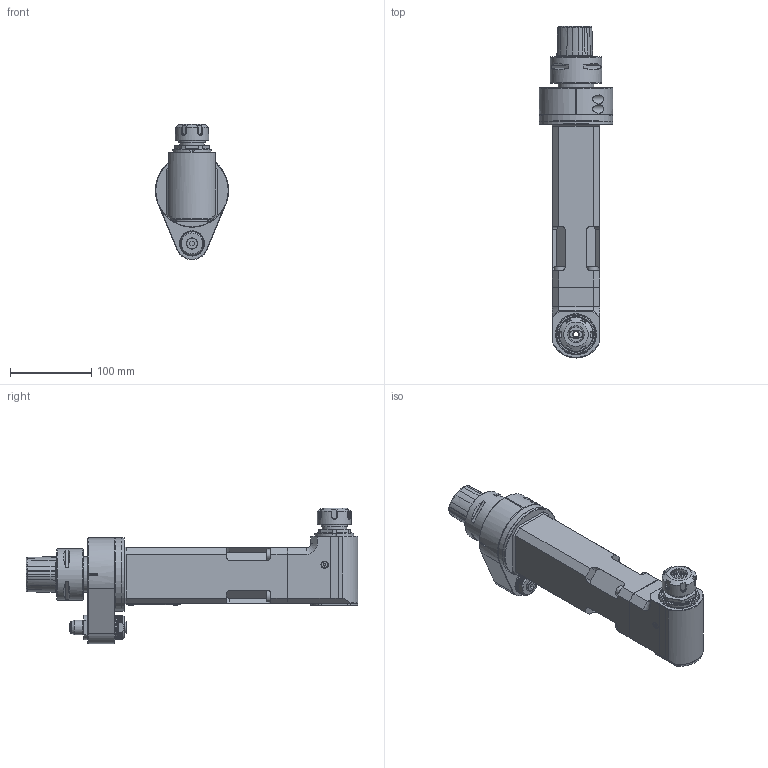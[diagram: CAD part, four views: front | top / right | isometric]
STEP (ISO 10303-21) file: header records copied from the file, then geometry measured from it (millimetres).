
FILE_DESCRIPTION(/* description */ (''),/* implementation_level */ '2;1');
FILE_NAME(/* name */ '9.G90.16L00-270-12C6.stp',/* time_stamp */ '2024-08-07T09:48:48-04:00',/* author */ ('jkrenzer'),/* organization */ (''),/* preprocessor_version */ 'ST-DEVELOPER v18.1',/* originating_system */ 'Autodesk Inventor 2022',/* authorisation */ '');
FILE_SCHEMA (('AUTOMOTIVE_DESIGN { 1 0 10303 214 3 1 1 }'));
Length unit declared in the file: millimetre
Products named in the file (3): 9.G90.16L00-270-12C6; G90-16L-270; 9_GA1_666_1  (Classic, Type 1, Capto C6, 65mm)
Assembly tree (2 placements, depth 2):
  9.G90.16L00-270-12C6
    G90-16L-270
    9_GA1_666_1  (Classic, Type 1, Capto C6, 65mm)
Bounding box: 90 x 408 x 166.5 mm (x, y, z)
Volume: 1140522.5 mm3; surface area: 254918.2 mm2
Topology: 22 solids, 24 shells, 1512 faces, 3871 edges, 2499 vertices
Faces by surface type: plane 740, cylinder 260, bspline 247, cone 225, torus 24, sphere 16
Full cylindrical faces by diameter (mm): 3.3 x6, 4 x6, 4.2 x4, 5 x8, 6 x3, 6.75 x1, 7 x2, 7.6 x4, 7.8 x4, 8 x6, 8.1 x2, 8.5 x6, 10 x2, 10.5 x2, 11 x1, 12.5 x1, 13 x4, 14 x2, 15 x1, 15.2 x1, 17 x1, 18 x4, 19 x1, 19.5 x1, 20 x1, 20.5 x1, 20.8 x1, 24.5 x1, 25 x1, 26 x2
Entity records: 55797 total; most frequent: CARTESIAN_POINT 20015, ORIENTED_EDGE 7654, DIRECTION 6990, EDGE_CURVE 3827, VERTEX_POINT 2499, AXIS2_PLACEMENT_3D 2476, LINE 2038, VECTOR 2038
